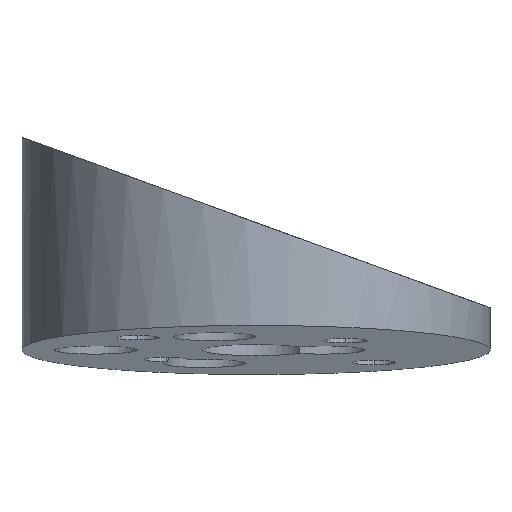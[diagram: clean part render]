
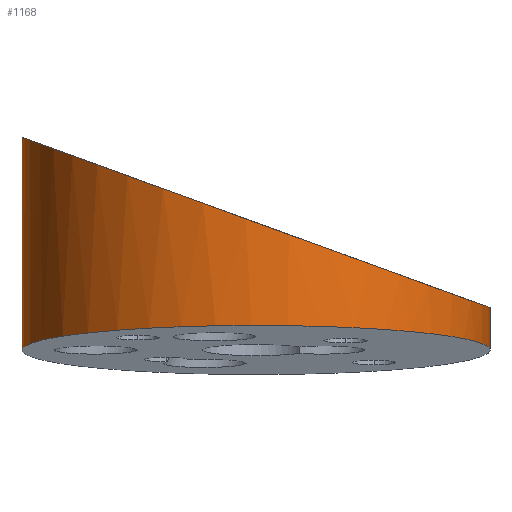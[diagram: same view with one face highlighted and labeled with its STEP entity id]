
A CAD part, front view. The second image highlights one B-rep face of the part: STEP entity #1168.
In plain terms, the highlighted cylindrical face has radius 17.5 mm (diameter 35 mm), a partial arc.
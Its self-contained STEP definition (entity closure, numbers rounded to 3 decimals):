
#67 = FACE_OUTER_BOUND ( 'NONE', #1420, .T. ) ;
#88 = CARTESIAN_POINT ( 'NONE',  ( -17.5, 0., 1.839 ) ) ;
#93 = CARTESIAN_POINT ( 'NONE',  ( 17.5, 0., 5. ) ) ;
#104 = CARTESIAN_POINT ( 'NONE',  ( 17.5, -35., 5.518 ) ) ;
#134 = VERTEX_POINT ( 'NONE', #337 ) ;
#213 = DIRECTION ( 'NONE',  ( 0., 0., -1. ) ) ;
#337 = CARTESIAN_POINT ( 'NONE',  ( -17.5, 0., 17.739 ) ) ;
#367 = EDGE_CURVE ( 'NONE', #1438, #134, #389, .T. ) ;
#370 = CARTESIAN_POINT ( 'NONE',  ( -17.5, 0., 20. ) ) ;
#389 =( BOUNDED_CURVE ( )  B_SPLINE_CURVE ( 3, ( #1047, #1932, #2725, #2527 ),
 .UNSPECIFIED., .F., .F. ) 
 B_SPLINE_CURVE_WITH_KNOTS ( ( 4, 4 ),
 ( 0., 3.142 ),
 .UNSPECIFIED. ) 
 CURVE ( )  GEOMETRIC_REPRESENTATION_ITEM ( )  RATIONAL_B_SPLINE_CURVE ( ( 1., 0.333, 0.333, 1. ) ) 
 REPRESENTATION_ITEM ( '' )  );
#399 = EDGE_CURVE ( 'NONE', #1438, #2599, #2542, .T. ) ;
#480 = VECTOR ( 'NONE', #213, 1000. ) ;
#634 = DIRECTION ( 'NONE',  ( 0., 0., -1. ) ) ;
#658 =( BOUNDED_CURVE ( )  B_SPLINE_CURVE ( 3, ( #88, #1179, #104, #1813 ),
 .UNSPECIFIED., .F., .F. ) 
 B_SPLINE_CURVE_WITH_KNOTS ( ( 4, 4 ),
 ( 1.571, 4.712 ),
 .UNSPECIFIED. ) 
 CURVE ( )  GEOMETRIC_REPRESENTATION_ITEM ( )  RATIONAL_B_SPLINE_CURVE ( ( 1., 0.333, 0.333, 1. ) ) 
 REPRESENTATION_ITEM ( '' )  );
#848 = ORIENTED_EDGE ( 'NONE', *, *, #1889, .T. ) ;
#919 = DIRECTION ( 'NONE',  ( -1., 0., 0. ) ) ;
#932 = CARTESIAN_POINT ( 'NONE',  ( 0., 0., 20. ) ) ;
#1047 = CARTESIAN_POINT ( 'NONE',  ( 17.5, 0., 5. ) ) ;
#1120 = VECTOR ( 'NONE', #634, 1000. ) ;
#1141 = CYLINDRICAL_SURFACE ( 'NONE', #1650, 17.5 ) ;
#1168 = ADVANCED_FACE ( 'NONE', ( #67 ), #1141, .T. ) ;
#1179 = CARTESIAN_POINT ( 'NONE',  ( -17.5, -35., 5.518 ) ) ;
#1207 = VERTEX_POINT ( 'NONE', #1750 ) ;
#1420 = EDGE_LOOP ( 'NONE', ( #1718, #1682, #2721, #848 ) ) ;
#1438 = VERTEX_POINT ( 'NONE', #93 ) ;
#1650 = AXIS2_PLACEMENT_3D ( 'NONE', #932, #2610, #919 ) ;
#1682 = ORIENTED_EDGE ( 'NONE', *, *, #367, .T. ) ;
#1718 = ORIENTED_EDGE ( 'NONE', *, *, #399, .F. ) ;
#1743 = CARTESIAN_POINT ( 'NONE',  ( 17.5, 0., 1.839 ) ) ;
#1750 = CARTESIAN_POINT ( 'NONE',  ( -17.5, 0., 1.839 ) ) ;
#1813 = CARTESIAN_POINT ( 'NONE',  ( 17.5, 0., 1.839 ) ) ;
#1889 = EDGE_CURVE ( 'NONE', #1207, #2599, #658, .T. ) ;
#1932 = CARTESIAN_POINT ( 'NONE',  ( 17.5, -35., 5. ) ) ;
#2073 = LINE ( 'NONE', #370, #1120 ) ;
#2330 = CARTESIAN_POINT ( 'NONE',  ( 17.5, 0., 20. ) ) ;
#2512 = EDGE_CURVE ( 'NONE', #134, #1207, #2073, .T. ) ;
#2527 = CARTESIAN_POINT ( 'NONE',  ( -17.5, 0., 17.739 ) ) ;
#2542 = LINE ( 'NONE', #2330, #480 ) ;
#2599 = VERTEX_POINT ( 'NONE', #1743 ) ;
#2610 = DIRECTION ( 'NONE',  ( 0., 0., -1. ) ) ;
#2721 = ORIENTED_EDGE ( 'NONE', *, *, #2512, .T. ) ;
#2725 = CARTESIAN_POINT ( 'NONE',  ( -17.5, -35., 17.739 ) ) ;
